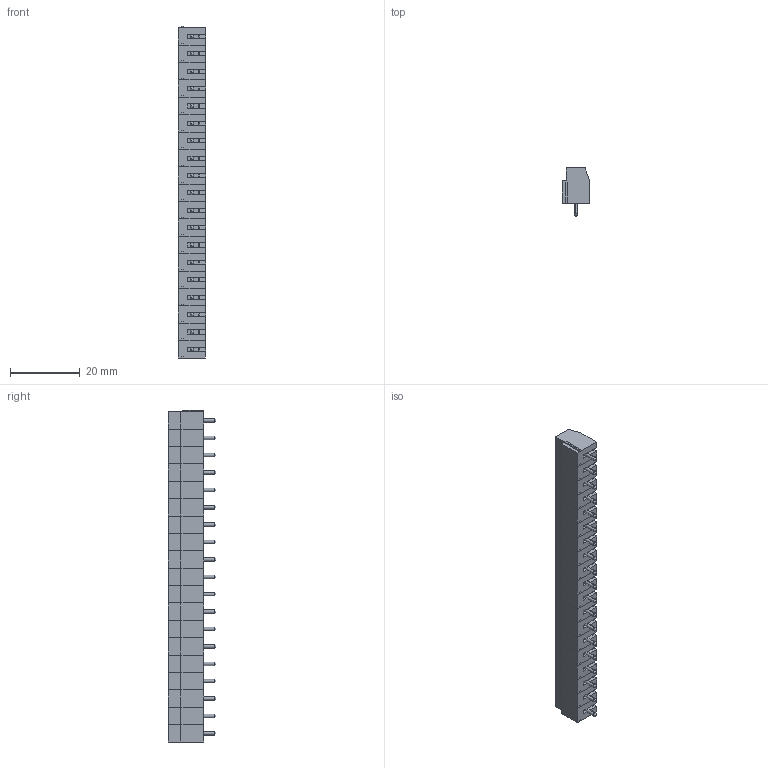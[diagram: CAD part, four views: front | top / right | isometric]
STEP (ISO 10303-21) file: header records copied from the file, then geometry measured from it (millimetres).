
FILE_DESCRIPTION (( 'STEP AP214' ), '1' );
FILE_NAME ('TBLOCK-19PIN-5mm pitch.STEP', '2020-06-29T08:29:01', ( '' ), ( '' ), 'SwSTEP 2.0', 'SolidWorks 2018', '' );
FILE_SCHEMA (( 'AUTOMOTIVE_DESIGN' ));
Length unit declared in the file: millimetre
Products named in the file (4): Inner; Screw; Outter; TBLOCK-19PIN-5mm pitch
Assembly tree (57 placements, depth 2):
  TBLOCK-19PIN-5mm pitch
    Outter  x19
    Screw  x19
    Inner  x19
Bounding box: 7.87 x 13.75 x 95.5 mm (x, y, z)
Volume: 5348.7 mm3; surface area: 14180.4 mm2
Topology: 57 solids, 57 shells, 3135 faces, 7866 edges, 4693 vertices
Faces by surface type: plane 1273, cylinder 817, bspline 532, torus 247, sphere 209, cone 57
Entity records: 5989 total; most frequent: CARTESIAN_POINT 1803, DIRECTION 839, ORIENTED_EDGE 802, EDGE_CURVE 401, AXIS2_PLACEMENT_3D 321, VERTEX_POINT 245, LINE 197, VECTOR 197
